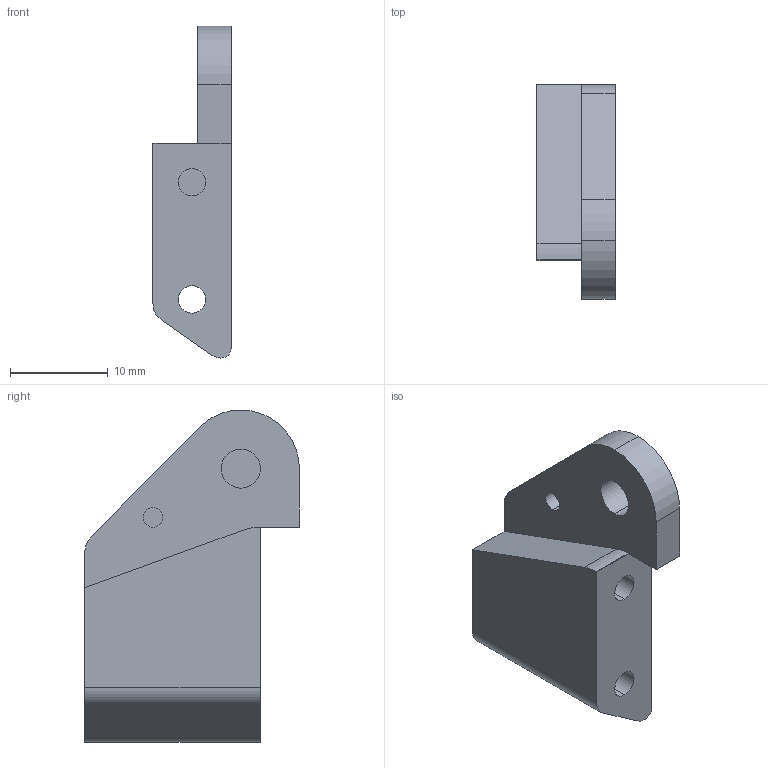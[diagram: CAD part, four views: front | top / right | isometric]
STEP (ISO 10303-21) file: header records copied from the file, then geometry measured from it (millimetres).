
FILE_DESCRIPTION (( 'STEP AP203' ), '1' );
FILE_NAME ('Susp arm R.STEP', '2018-06-11T03:04:19', ( '' ), ( '' ), 'SwSTEP 2.0', 'SolidWorks 2016', '' );
FILE_SCHEMA (( 'CONFIG_CONTROL_DESIGN' ));
Length unit declared in the file: millimetre
Products named in the file (1): Susp arm R
Bounding box: 8 x 22 x 34 mm (x, y, z)
Volume: 2615.2 mm3; surface area: 2150.8 mm2
Topology: 1 solids, 1 shells, 45 faces, 107 edges, 71 vertices
Faces by surface type: plane 24, cylinder 21
Entity records: 1396 total; most frequent: DIRECTION 241, CARTESIAN_POINT 224, ORIENTED_EDGE 214, EDGE_CURVE 107, AXIS2_PLACEMENT_3D 88, VERTEX_POINT 71, VECTOR 65, LINE 65
